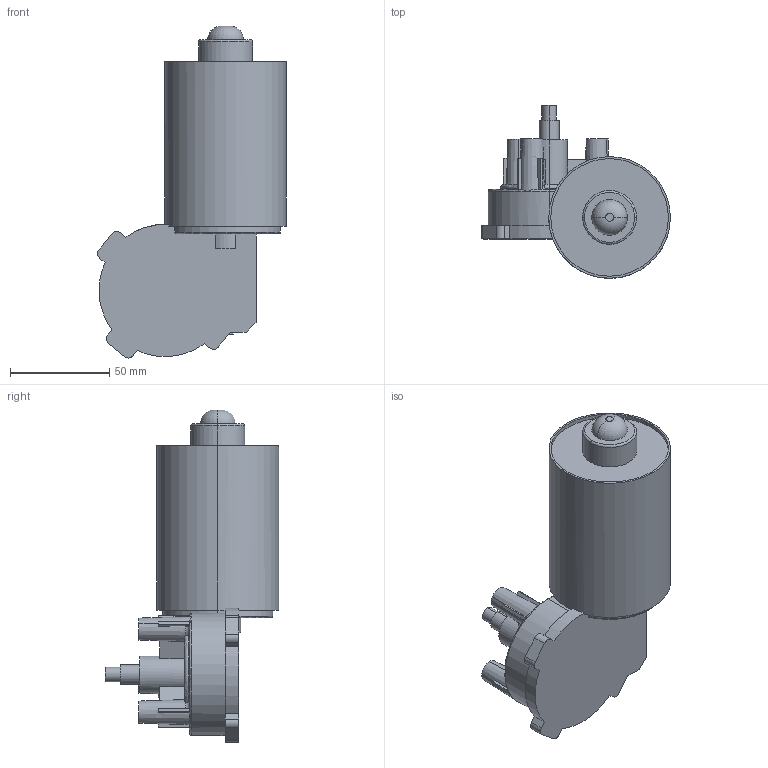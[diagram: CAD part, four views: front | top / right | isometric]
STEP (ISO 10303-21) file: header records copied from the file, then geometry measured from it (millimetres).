
FILE_DESCRIPTION (( 'STEP AP203' ), '1' );
FILE_NAME ('SilecekMotoru.STEP', '2019-02-15T09:40:42', ( 'Bekir' ), ( '' ), 'SwSTEP 2.0', 'SolidWorks 2016', '' );
FILE_SCHEMA (( 'CONFIG_CONTROL_DESIGN' ));
Length unit declared in the file: millimetre
Products named in the file (2): SilecekMotoru
Bounding box: 95.3 x 87.4 x 167.6 mm (x, y, z)
Volume: 365631.1 mm3; surface area: 44566.1 mm2
Topology: 1 solids, 1 shells, 196 faces, 532 edges, 346 vertices
Faces by surface type: plane 82, cylinder 54, torus 48, cone 9, bspline 3
Entity records: 7201 total; most frequent: CARTESIAN_POINT 2141, ORIENTED_EDGE 1064, DIRECTION 1033, EDGE_CURVE 532, AXIS2_PLACEMENT_3D 432, VERTEX_POINT 346, CIRCLE 237, EDGE_LOOP 204
